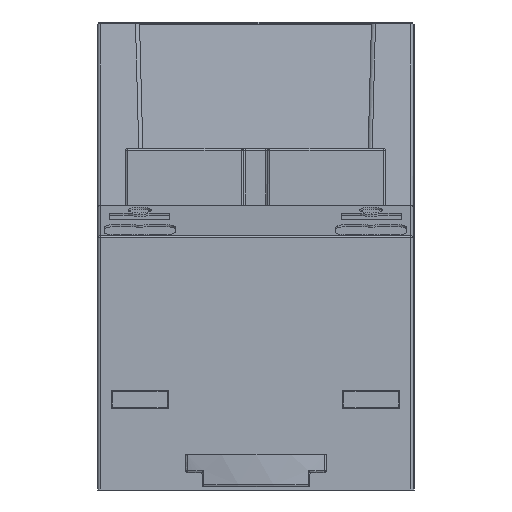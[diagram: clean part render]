
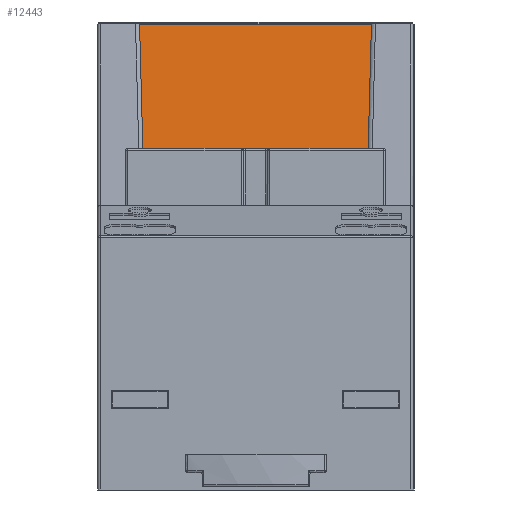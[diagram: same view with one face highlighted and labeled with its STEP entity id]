
A CAD part, left-side view. The second image highlights one B-rep face of the part: STEP entity #12443.
In plain terms, the highlighted planar face has unit normal (-0.994, 0, 0.106).
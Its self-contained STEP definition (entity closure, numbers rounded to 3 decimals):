
#2686 = VERTEX_POINT ( 'NONE', #15046 ) ;
#3548 = VERTEX_POINT ( 'NONE', #7482 ) ;
#3979 = CARTESIAN_POINT ( 'NONE',  ( 2.672, -15.5, 79.381 ) ) ;
#5412 = ORIENTED_EDGE ( 'NONE', *, *, #14041, .T. ) ;
#6355 = PLANE ( 'NONE',  #7366 ) ;
#6711 = CARTESIAN_POINT ( 'NONE',  ( 4.63, -15.5, 97.8 ) ) ;
#7366 = AXIS2_PLACEMENT_3D ( 'NONE', #3979, #19464, #9089 ) ;
#7482 = CARTESIAN_POINT ( 'NONE',  ( 3.333, 11.099, 85.6 ) ) ;
#7817 = CARTESIAN_POINT ( 'NONE',  ( 3.333, -15.4, 85.6 ) ) ;
#8912 = EDGE_CURVE ( 'NONE', #2686, #21319, #27090, .T. ) ;
#9089 = DIRECTION ( 'NONE',  ( 0.106, 0., 0.994 ) ) ;
#10025 = DIRECTION ( 'NONE',  ( -0.106, -0.026, -0.994 ) ) ;
#10037 = DIRECTION ( 'NONE',  ( 0., 1., 0. ) ) ;
#12443 = ADVANCED_FACE ( 'NONE', ( #17087 ), #6355, .T. ) ;
#13560 = VERTEX_POINT ( 'NONE', #24480 ) ;
#14041 = EDGE_CURVE ( 'NONE', #21319, #13560, #19646, .T. ) ;
#14510 = ORIENTED_EDGE ( 'NONE', *, *, #27260, .T. ) ;
#15046 = CARTESIAN_POINT ( 'NONE',  ( 3.333, -10.999, 85.6 ) ) ;
#15282 = LINE ( 'NONE', #17501, #32606 ) ;
#16861 = CARTESIAN_POINT ( 'NONE',  ( 4.713, -11.339, 98.582 ) ) ;
#17087 = FACE_OUTER_BOUND ( 'NONE', #31023, .T. ) ;
#17501 = CARTESIAN_POINT ( 'NONE',  ( 2.714, 10.947, 79.776 ) ) ;
#17868 = VECTOR ( 'NONE', #10037, 1000. ) ;
#19464 = DIRECTION ( 'NONE',  ( -0.994, 0., 0.106 ) ) ;
#19646 = LINE ( 'NONE', #6711, #28656 ) ;
#21319 = VERTEX_POINT ( 'NONE', #31113 ) ;
#22386 = DIRECTION ( 'NONE',  ( 0., 1., 0. ) ) ;
#22981 = LINE ( 'NONE', #7817, #17868 ) ;
#24480 = CARTESIAN_POINT ( 'NONE',  ( 4.63, 11.419, 97.8 ) ) ;
#24490 = ORIENTED_EDGE ( 'NONE', *, *, #8912, .T. ) ;
#24707 = DIRECTION ( 'NONE',  ( 0.106, -0.026, 0.994 ) ) ;
#27090 = LINE ( 'NONE', #16861, #33551 ) ;
#27260 = EDGE_CURVE ( 'NONE', #13560, #3548, #15282, .T. ) ;
#28356 = EDGE_CURVE ( 'NONE', #2686, #3548, #22981, .T. ) ;
#28656 = VECTOR ( 'NONE', #22386, 1000. ) ;
#30738 = ORIENTED_EDGE ( 'NONE', *, *, #28356, .F. ) ;
#31023 = EDGE_LOOP ( 'NONE', ( #30738, #24490, #5412, #14510 ) ) ;
#31113 = CARTESIAN_POINT ( 'NONE',  ( 4.63, -11.319, 97.8 ) ) ;
#32606 = VECTOR ( 'NONE', #10025, 1000. ) ;
#33551 = VECTOR ( 'NONE', #24707, 1000. ) ;
